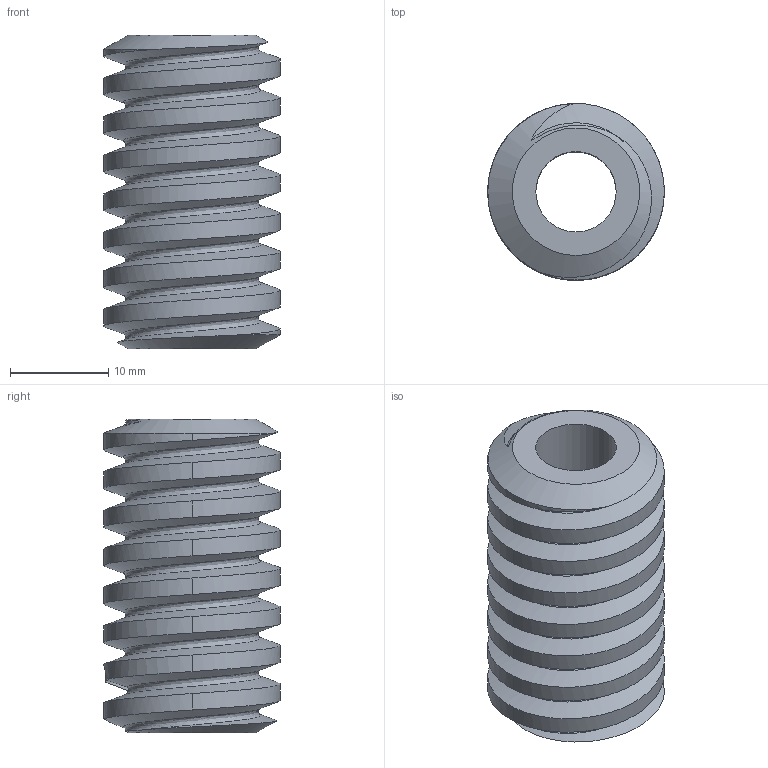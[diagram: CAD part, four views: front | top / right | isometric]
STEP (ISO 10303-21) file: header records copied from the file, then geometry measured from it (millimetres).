
FILE_DESCRIPTION(/* description */ (''),/* implementation_level */ '2;1');
FILE_NAME(/* name */ '57545K646_METAL WORM GEAR.step',/* time_stamp */ '2021-02-08T09:42:40-05:00',/* author */ (''),/* organization */ (''),/* preprocessor_version */ 'ST-DEVELOPER v18.1',/* originating_system */ 'Autodesk Translation Framework v9.7.1.1290',/* authorisation */ '');
FILE_SCHEMA (('AUTOMOTIVE_DESIGN { 1 0 10303 214 3 1 1 }'));
Length unit declared in the file: millimetre
Products named in the file (1): 57545K646_METAL WORM GEAR
Bounding box: 18 x 18 x 32 mm (x, y, z)
Volume: 4974.6 mm3; surface area: 3885.7 mm2
Topology: 1 solids, 1 shells, 22 faces, 64 edges, 43 vertices
Faces by surface type: cylinder 12, bspline 6, cone 2, plane 2
Full cylindrical faces by diameter (mm): 4 x1, 8.2 x1, 18 x6
Entity records: 5473 total; most frequent: CARTESIAN_POINT 4957, ORIENTED_EDGE 128, EDGE_CURVE 64, DIRECTION 60, VERTEX_POINT 43, B_SPLINE_CURVE_WITH_KNOTS 41, EDGE_LOOP 25, AXIS2_PLACEMENT_3D 24
